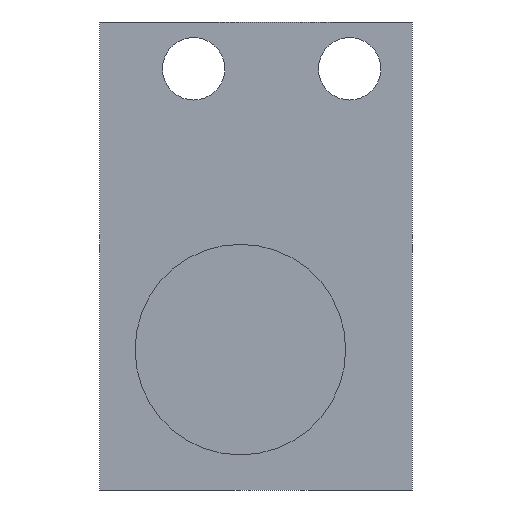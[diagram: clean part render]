
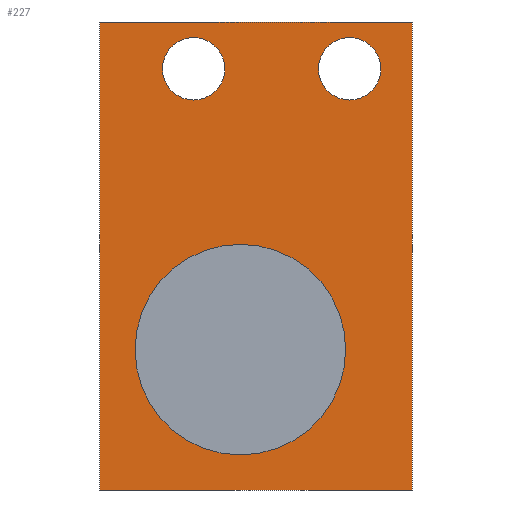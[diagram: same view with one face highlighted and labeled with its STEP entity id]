
A CAD part, left-side view. The second image highlights one B-rep face of the part: STEP entity #227.
In plain terms, the highlighted planar face has unit normal (-1, 0, 0).
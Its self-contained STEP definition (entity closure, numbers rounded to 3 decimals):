
#19=FACE_BOUND('',#63,.T.);
#20=FACE_BOUND('',#64,.T.);
#21=FACE_BOUND('',#65,.T.);
#30=PLANE('',#265);
#44=FACE_OUTER_BOUND('',#62,.T.);
#62=EDGE_LOOP('',(#202,#203,#204,#205));
#63=EDGE_LOOP('',(#206));
#64=EDGE_LOOP('',(#207));
#65=EDGE_LOOP('',(#208));
#69=LINE('',#358,#86);
#73=LINE('',#367,#90);
#79=LINE('',#386,#96);
#81=LINE('',#389,#98);
#86=VECTOR('',#297,10.);
#90=VECTOR('',#303,10.);
#96=VECTOR('',#323,10.);
#98=VECTOR('',#327,10.);
#104=CIRCLE('',#249,6.75);
#107=CIRCLE('',#258,2.);
#109=CIRCLE('',#261,2.);
#114=VERTEX_POINT('',#346);
#116=VERTEX_POINT('',#356);
#117=VERTEX_POINT('',#357);
#120=VERTEX_POINT('',#365);
#121=VERTEX_POINT('',#366);
#125=VERTEX_POINT('',#376);
#127=VERTEX_POINT('',#382);
#134=EDGE_CURVE('',#114,#114,#104,.T.);
#137=EDGE_CURVE('',#116,#117,#69,.T.);
#141=EDGE_CURVE('',#120,#121,#73,.T.);
#147=EDGE_CURVE('',#125,#125,#107,.T.);
#150=EDGE_CURVE('',#127,#127,#109,.T.);
#151=EDGE_CURVE('',#116,#121,#79,.T.);
#153=EDGE_CURVE('',#120,#117,#81,.T.);
#202=ORIENTED_EDGE('',*,*,#151,.T.);
#203=ORIENTED_EDGE('',*,*,#141,.F.);
#204=ORIENTED_EDGE('',*,*,#153,.T.);
#205=ORIENTED_EDGE('',*,*,#137,.F.);
#206=ORIENTED_EDGE('',*,*,#134,.T.);
#207=ORIENTED_EDGE('',*,*,#150,.F.);
#208=ORIENTED_EDGE('',*,*,#147,.F.);
#227=ADVANCED_FACE('',(#44,#19,#20,#21),#30,.F.);
#249=AXIS2_PLACEMENT_3D('',#348,#284,#285);
#258=AXIS2_PLACEMENT_3D('',#378,#312,#313);
#261=AXIS2_PLACEMENT_3D('',#384,#319,#320);
#265=AXIS2_PLACEMENT_3D('',#392,#331,#332);
#284=DIRECTION('center_axis',(1.,0.,0.));
#285=DIRECTION('ref_axis',(0.,0.,-1.));
#297=DIRECTION('',(0.,0.,-1.));
#303=DIRECTION('',(0.,0.,1.));
#312=DIRECTION('center_axis',(-1.,0.,0.));
#313=DIRECTION('ref_axis',(0.,0.,-1.));
#319=DIRECTION('center_axis',(-1.,0.,0.));
#320=DIRECTION('ref_axis',(0.,0.,-1.));
#323=DIRECTION('',(0.,1.,0.));
#327=DIRECTION('',(0.,-1.,0.));
#331=DIRECTION('center_axis',(1.,0.,0.));
#332=DIRECTION('ref_axis',(0.,0.,-1.));
#346=CARTESIAN_POINT('',(0.,7.,-11.251));
#348=CARTESIAN_POINT('Origin',(0.,7.,-18.001));
#356=CARTESIAN_POINT('',(0.,-4.,3.));
#357=CARTESIAN_POINT('',(0.,-4.,-27.));
#358=CARTESIAN_POINT('',(0.,-4.,-27.));
#365=CARTESIAN_POINT('',(0.,16.,-27.));
#366=CARTESIAN_POINT('',(0.,16.,3.));
#367=CARTESIAN_POINT('',(0.,16.,3.));
#376=CARTESIAN_POINT('',(0.,0.,2.));
#378=CARTESIAN_POINT('Origin',(0.,0.,0.));
#382=CARTESIAN_POINT('',(0.,10.,1.999));
#384=CARTESIAN_POINT('Origin',(0.,10.,-0.001));
#386=CARTESIAN_POINT('',(0.,15.,3.));
#389=CARTESIAN_POINT('',(0.,-3.,-27.));
#392=CARTESIAN_POINT('Origin',(0.,6.,-12.));
